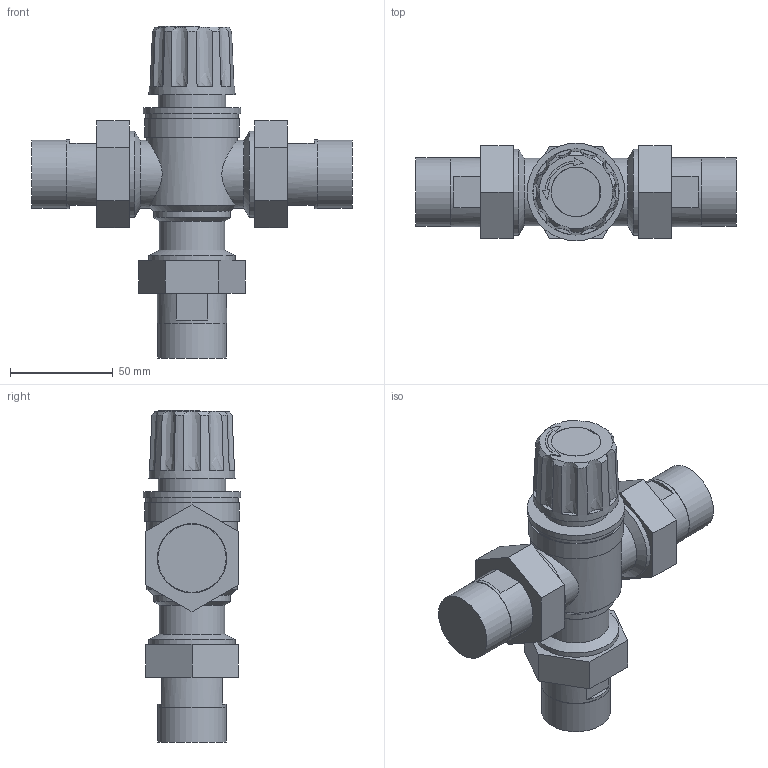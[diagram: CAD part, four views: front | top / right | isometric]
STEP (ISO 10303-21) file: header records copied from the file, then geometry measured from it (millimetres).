
FILE_DESCRIPTION(/* description */ (''),/* implementation_level */ '2;1');
FILE_NAME(/* name */ '3d_Heizungswassermischer-9583563.stp',/* time_stamp */ '2024-04-18T14:02:33+02:00',/* author */ ('Andrzej'),/* organization */ (''),/* preprocessor_version */ 'ST-DEVELOPER v16.13',/* originating_system */ 'AutoCAD Mechanical',/* authorisation */ '');
FILE_SCHEMA (('AUTOMOTIVE_DESIGN { 1 0 10303 214 3 1 1 }'));
Length unit declared in the file: millimetre
Products named in the file (1): Product
Bounding box: 156 x 47.5 x 161.7 mm (x, y, z)
Volume: 332770.3 mm3; surface area: 46796.6 mm2
Topology: 3 solids, 3 shells, 122 faces, 293 edges, 192 vertices
Faces by surface type: plane 74, cylinder 22, cone 16, bspline 10
Full cylindrical faces by diameter (mm): 24.15 x1, 32 x1, 32.8 x1, 33 x2, 33.25 x3, 33.7 x3, 37.5 x1, 41.9 x3, 44 x1, 45 x1, 46 x1, 47.5 x1
Entity records: 3781 total; most frequent: CARTESIAN_POINT 1069, DIRECTION 546, ORIENTED_EDGE 522, EDGE_CURVE 261, AXIS2_PLACEMENT_3D 216, VERTEX_POINT 185, EDGE_LOOP 162, FACE_OUTER_BOUND 122
